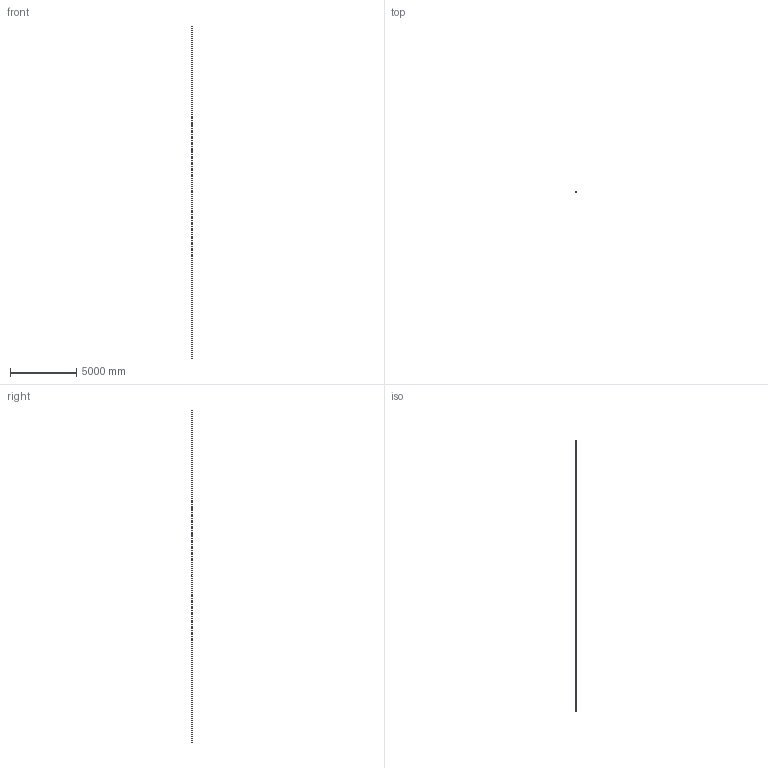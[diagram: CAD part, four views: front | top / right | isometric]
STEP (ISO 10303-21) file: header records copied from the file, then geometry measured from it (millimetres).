
FILE_DESCRIPTION (( 'STEP AP203' ), '1' );
FILE_NAME ('60362-GU-25M.step', '2022-07-21T06:27:37', ( '' ), ( '' ), 'SwSTEP 2.0', 'SolidWorks 2018', '' );
FILE_SCHEMA (( 'CONFIG_CONTROL_DESIGN' ));
Length unit declared in the file: millimetre
Products named in the file (1): 60362-GU-25M
Bounding box: 30.35 x 26.45 x 25000 mm (x, y, z)
Volume: 4553884.1 mm3; surface area: 5394808.1 mm2
Topology: 1 solids, 1 shells, 416 faces, 1161 edges, 774 vertices
Faces by surface type: plane 237, bspline 145, cylinder 34
Entity records: 20556 total; most frequent: CARTESIAN_POINT 10713, ORIENTED_EDGE 2322, DIRECTION 1483, EDGE_CURVE 1161, LINE 803, VECTOR 803, VERTEX_POINT 774, EDGE_LOOP 443
